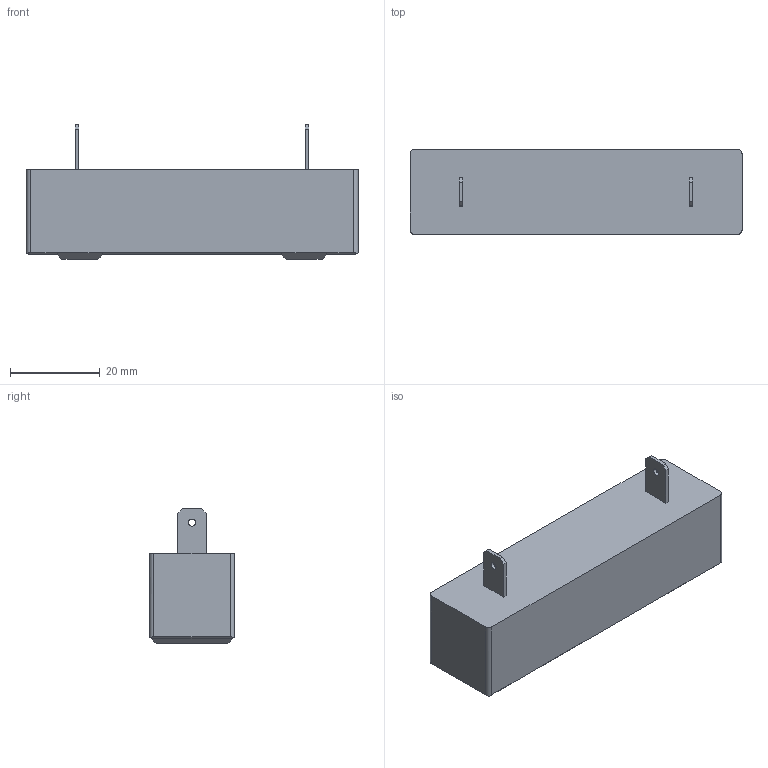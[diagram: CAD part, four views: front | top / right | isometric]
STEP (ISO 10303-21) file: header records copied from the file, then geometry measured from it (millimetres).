
FILE_DESCRIPTION(/* description */ (''),/* implementation_level */ '2;1');
FILE_NAME(/* name */ 'RQL_30W_resistor.stp',/* time_stamp */ '2020-12-05T12:26:38+09:00',/* author */ (''),/* organization */ (''),/* preprocessor_version */ 'ST-DEVELOPER v16',/* originating_system */ 'SIEMENS PLM Software NX 10.0',/* authorisation */ '');
FILE_SCHEMA (('AUTOMOTIVE_DESIGN { 1 0 10303 214 3 1 1 1 }'));
Length unit declared in the file: millimetre
Products named in the file (1): RQL_30W_resistor
Bounding box: 74 x 19 x 30 mm (x, y, z)
Volume: 27077.6 mm3; surface area: 6579.1 mm2
Topology: 1 solids, 1 shells, 46 faces, 119 edges, 77 vertices
Faces by surface type: plane 40, cylinder 6
Full cylindrical faces by diameter (mm): 1.6 x2
Entity records: 1396 total; most frequent: CARTESIAN_POINT 239, ORIENTED_EDGE 232, DIRECTION 226, EDGE_CURVE 116, LINE 100, VECTOR 100, VERTEX_POINT 76, AXIS2_PLACEMENT_3D 63
